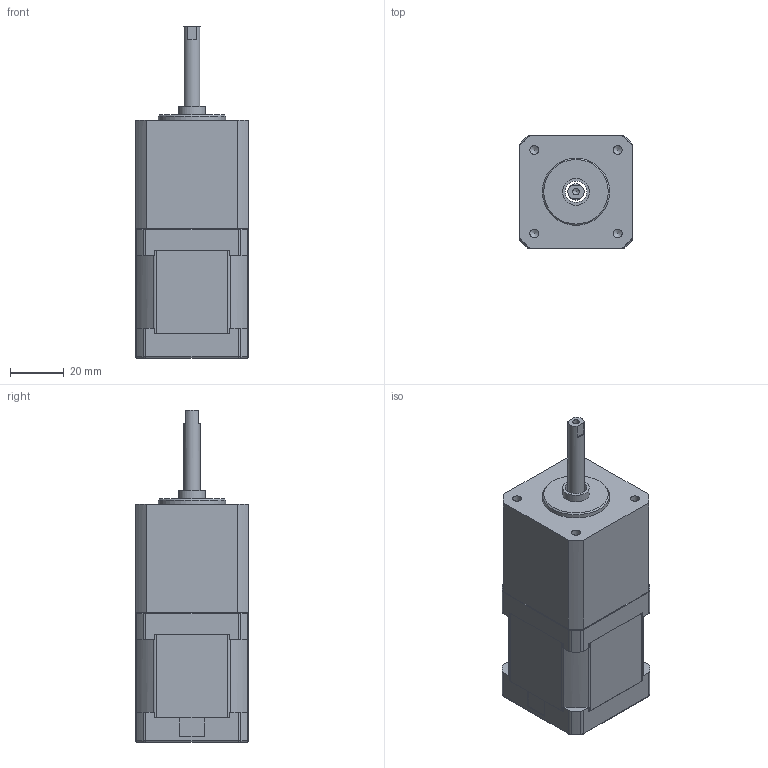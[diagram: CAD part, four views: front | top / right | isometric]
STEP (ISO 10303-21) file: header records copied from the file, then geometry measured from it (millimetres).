
FILE_DESCRIPTION( ( '' ), '1' );
FILE_NAME( 'MS545H-A-LNH0601_VerA.stp', '2019-02-21T08:58:43', ( 'Dimamotor' ), ( 'Dimamotor' ), 'PSStep 17.0.49', ' ', ' ' );
FILE_SCHEMA( ( 'AUTOMOTIVE_DESIGN { 1 0 10303 214 1 1 1 1 }' ) );
Length unit declared in the file: millimetre
Products named in the file (3): Assem1; MS545H-A-LNH; Screw-0601
Assembly tree (2 placements, depth 2):
  Assem1
    MS545H-A-LNH
    Screw-0601
Bounding box: 42 x 42 x 123.5 mm (x, y, z)
Volume: 149383.6 mm3; surface area: 22612.9 mm2
Topology: 2 solids, 2 shells, 146 faces, 372 edges, 234 vertices
Faces by surface type: cylinder 62, plane 54, cone 18, torus 12
Full cylindrical faces by diameter (mm): 2.459 x1, 3.3 x4, 6 x1, 8 x1, 9 x1, 10 x1, 25 x1
Entity records: 5494 total; most frequent: DIRECTION 818, CARTESIAN_POINT 720, ORIENTED_EDGE 688, EDGE_CURVE 344, AXIS2_PLACEMENT_3D 325, VERTEX_POINT 227, CIRCLE 176, EDGE_LOOP 168
